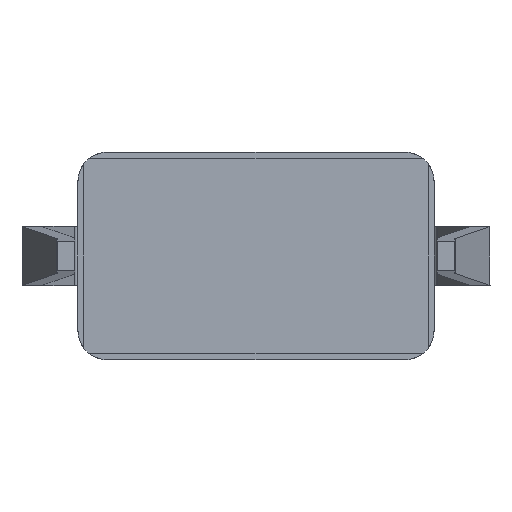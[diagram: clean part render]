
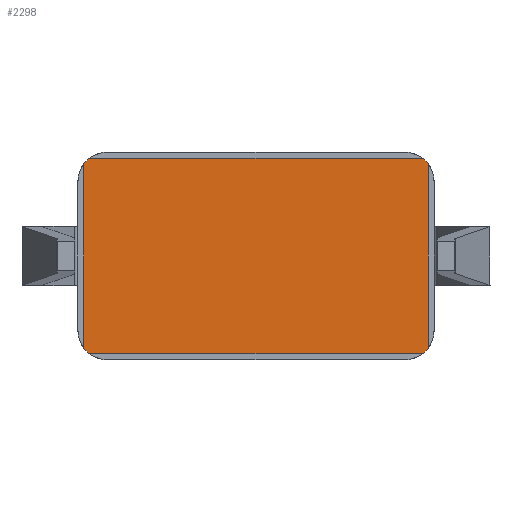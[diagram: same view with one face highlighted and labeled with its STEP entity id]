
A CAD part, front view. The second image highlights one B-rep face of the part: STEP entity #2298.
In plain terms, the highlighted planar face has unit normal (0, -1, 0).
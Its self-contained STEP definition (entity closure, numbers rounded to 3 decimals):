
#248=FACE_OUTER_BOUND('',#386,.T.);
#386=EDGE_LOOP('',(#2083,#2084,#2085,#2086,#2087,#2088,#2089,#2090));
#576=LINE('',#3943,#780);
#580=LINE('',#3950,#784);
#585=LINE('',#3966,#789);
#589=LINE('',#3976,#793);
#780=VECTOR('',#3264,10.);
#784=VECTOR('',#3270,10.);
#789=VECTOR('',#3291,10.);
#793=VECTOR('',#3301,10.);
#892=CIRCLE('',#2554,0.5);
#895=CIRCLE('',#2559,0.5);
#899=CIRCLE('',#2570,0.5);
#902=CIRCLE('',#2578,0.5);
#1085=VERTEX_POINT('',#3906);
#1086=VERTEX_POINT('',#3908);
#1092=VERTEX_POINT('',#3924);
#1093=VERTEX_POINT('',#3926);
#1098=VERTEX_POINT('',#3942);
#1100=VERTEX_POINT('',#3948);
#1101=VERTEX_POINT('',#3956);
#1106=VERTEX_POINT('',#3974);
#1398=EDGE_CURVE('',#1085,#1086,#892,.T.);
#1407=EDGE_CURVE('',#1092,#1093,#895,.T.);
#1415=EDGE_CURVE('',#1098,#1086,#576,.T.);
#1419=EDGE_CURVE('',#1092,#1100,#580,.T.);
#1422=EDGE_CURVE('',#1098,#1101,#899,.T.);
#1427=EDGE_CURVE('',#1085,#1093,#585,.T.);
#1432=EDGE_CURVE('',#1106,#1101,#589,.T.);
#1434=EDGE_CURVE('',#1106,#1100,#902,.T.);
#2083=ORIENTED_EDGE('',*,*,#1415,.T.);
#2084=ORIENTED_EDGE('',*,*,#1398,.F.);
#2085=ORIENTED_EDGE('',*,*,#1427,.T.);
#2086=ORIENTED_EDGE('',*,*,#1407,.F.);
#2087=ORIENTED_EDGE('',*,*,#1419,.T.);
#2088=ORIENTED_EDGE('',*,*,#1434,.F.);
#2089=ORIENTED_EDGE('',*,*,#1432,.T.);
#2090=ORIENTED_EDGE('',*,*,#1422,.F.);
#2160=PLANE('',#2580);
#2298=ADVANCED_FACE('',(#248),#2160,.F.);
#2554=AXIS2_PLACEMENT_3D('',#3909,#3231,#3232);
#2559=AXIS2_PLACEMENT_3D('',#3927,#3247,#3248);
#2570=AXIS2_PLACEMENT_3D('',#3957,#3280,#3281);
#2578=AXIS2_PLACEMENT_3D('',#3979,#3305,#3306);
#2580=AXIS2_PLACEMENT_3D('',#3981,#3309,#3310);
#3231=DIRECTION('center_axis',(0.,1.,0.));
#3232=DIRECTION('ref_axis',(-0.707,0.,0.707));
#3247=DIRECTION('center_axis',(0.,1.,0.));
#3248=DIRECTION('ref_axis',(-0.707,0.,-0.707));
#3264=DIRECTION('',(-1.,0.,0.));
#3270=DIRECTION('',(1.,0.,0.));
#3280=DIRECTION('center_axis',(0.,1.,0.));
#3281=DIRECTION('ref_axis',(0.707,0.,0.707));
#3291=DIRECTION('',(0.,0.,-1.));
#3301=DIRECTION('',(0.,0.,1.));
#3305=DIRECTION('center_axis',(0.,1.,0.));
#3306=DIRECTION('ref_axis',(0.707,0.,-0.707));
#3309=DIRECTION('center_axis',(0.,1.,0.));
#3310=DIRECTION('ref_axis',(0.,0.,1.));
#3906=CARTESIAN_POINT('',(0.1,0.,3.3));
#3908=CARTESIAN_POINT('',(0.2,0.,3.4));
#3909=CARTESIAN_POINT('Origin',(0.5,0.,3.));
#3924=CARTESIAN_POINT('',(0.2,0.,0.1));
#3926=CARTESIAN_POINT('',(0.1,0.,0.2));
#3927=CARTESIAN_POINT('Origin',(0.5,0.,0.5));
#3942=CARTESIAN_POINT('',(5.8,0.,3.4));
#3943=CARTESIAN_POINT('',(1.55,0.,3.4));
#3948=CARTESIAN_POINT('',(5.8,0.,0.1));
#3950=CARTESIAN_POINT('',(1.55,0.,0.1));
#3956=CARTESIAN_POINT('',(5.9,0.,3.3));
#3957=CARTESIAN_POINT('Origin',(5.5,0.,3.));
#3966=CARTESIAN_POINT('',(0.1,0.,2.625));
#3974=CARTESIAN_POINT('',(5.9,0.,0.2));
#3976=CARTESIAN_POINT('',(5.9,0.,2.625));
#3979=CARTESIAN_POINT('Origin',(5.5,0.,0.5));
#3981=CARTESIAN_POINT('Origin',(3.,0.,1.75));
